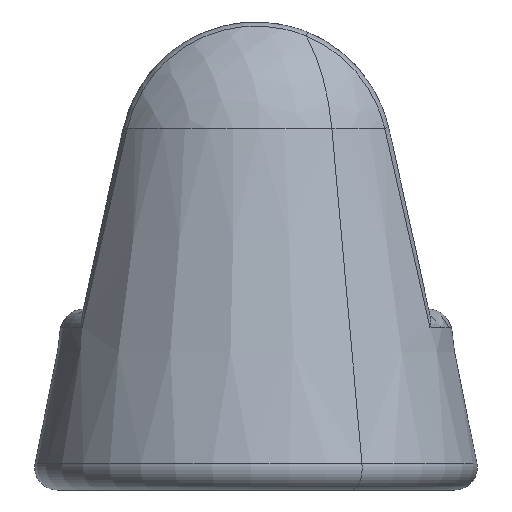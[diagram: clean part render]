
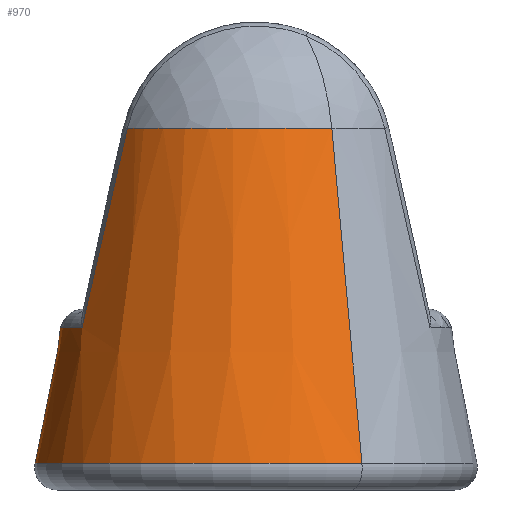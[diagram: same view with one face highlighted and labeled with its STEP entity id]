
A CAD part, left-side view. The second image highlights one B-rep face of the part: STEP entity #970.
In plain terms, the highlighted conical face has half-angle 10.62 degrees and reference radius 35 mm.
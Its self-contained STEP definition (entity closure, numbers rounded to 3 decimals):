
#12 = CARTESIAN_POINT ( 'NONE',  ( 20.012, 33.658, 57.828 ) ) ;
#90 = CONICAL_SURFACE ( 'NONE', #316, 35., 0.185 ) ;
#117 = CARTESIAN_POINT ( 'NONE',  ( -20.253, 29.915, 74.059 ) ) ;
#118 = DIRECTION ( 'NONE',  ( 1., 0., 0. ) ) ;
#131 = CARTESIAN_POINT ( 'NONE',  ( 19.921, 35.19, 51.003 ) ) ;
#139 = CARTESIAN_POINT ( 'NONE',  ( -19.806, 37.259, 41.629 ) ) ;
#149 = CARTESIAN_POINT ( 'NONE',  ( -19.84, 36.634, 44.483 ) ) ;
#153 = CARTESIAN_POINT ( 'NONE',  ( 20.004, 33.785, 57.264 ) ) ;
#169 = DIRECTION ( 'NONE',  ( 1., 0., 0. ) ) ;
#171 = CARTESIAN_POINT ( 'NONE',  ( 19.786, 37.646, 39.86 ) ) ;
#204 = B_SPLINE_CURVE_WITH_KNOTS ( 'NONE', 5,
 ( #524, #1275, #139, #149, #1243, #713, #1141, #117, #1129 ),
 .UNSPECIFIED., .F., .F.,
 ( 6, 3, 6 ),
 ( 0., 0.323, 1. ),
 .UNSPECIFIED. ) ;
#216 = CARTESIAN_POINT ( 'NONE',  ( -19.743, 38.498, 35.921 ) ) ;
#218 = EDGE_CURVE ( 'NONE', #1671, #1692, #1096, .T. ) ;
#236 = VECTOR ( 'NONE', #1085, 1000. ) ;
#295 = DIRECTION ( 'NONE',  ( 0., 0., -1. ) ) ;
#313 = ORIENTED_EDGE ( 'NONE', *, *, #1707, .F. ) ;
#316 = AXIS2_PLACEMENT_3D ( 'NONE', #638, #1453, #1323 ) ;
#342 = CARTESIAN_POINT ( 'NONE',  ( 20.359, 28.47, 80. ) ) ;
#353 = EDGE_CURVE ( 'NONE', #1758, #1317, #1374, .T. ) ;
#373 = CARTESIAN_POINT ( 'NONE',  ( 20.014, 33.619, 58. ) ) ;
#414 = CARTESIAN_POINT ( 'NONE',  ( 0., 0., 35.921 ) ) ;
#431 = CARTESIAN_POINT ( 'NONE',  ( 19.956, 34.594, 53.668 ) ) ;
#432 = VERTEX_POINT ( 'NONE', #216 ) ;
#450 = CARTESIAN_POINT ( 'NONE',  ( 19.743, 38.498, 35.921 ) ) ;
#468 = FACE_OUTER_BOUND ( 'NONE', #1087, .T. ) ;
#488 = CARTESIAN_POINT ( 'NONE',  ( 20.239, 30.103, 73.286 ) ) ;
#489 = DIRECTION ( 'NONE',  ( 0., 0., 1. ) ) ;
#503 = LINE ( 'NONE', #1076, #1806 ) ;
#524 = CARTESIAN_POINT ( 'NONE',  ( -19.743, 38.498, 35.921 ) ) ;
#526 = VERTEX_POINT ( 'NONE', #814 ) ;
#545 = CARTESIAN_POINT ( 'NONE',  ( 30.715, 16.78, 80. ) ) ;
#576 = CARTESIAN_POINT ( 'NONE',  ( 20.013, 33.636, 57.922 ) ) ;
#596 = CARTESIAN_POINT ( 'NONE',  ( 20.009, 33.7, 57.64 ) ) ;
#625 = DIRECTION ( 'NONE',  ( 1., 0., 0. ) ) ;
#630 = VERTEX_POINT ( 'NONE', #1021 ) ;
#632 = CARTESIAN_POINT ( 'NONE',  ( 20.014, 33.621, 57.989 ) ) ;
#638 = CARTESIAN_POINT ( 'NONE',  ( 0., 0., 80. ) ) ;
#660 = LINE ( 'NONE', #1221, #236 ) ;
#679 = DIRECTION ( 'NONE',  ( 0., 0., 1. ) ) ;
#713 = CARTESIAN_POINT ( 'NONE',  ( -20.068, 32.689, 62.154 ) ) ;
#741 = DIRECTION ( 'NONE',  ( 1., 0., 0. ) ) ;
#754 = EDGE_CURVE ( 'NONE', #630, #1692, #503, .T. ) ;
#771 = CARTESIAN_POINT ( 'NONE',  ( 0., 0., 80. ) ) ;
#796 = AXIS2_PLACEMENT_3D ( 'NONE', #971, #679, #118 ) ;
#797 = ORIENTED_EDGE ( 'NONE', *, *, #1078, .T. ) ;
#814 = CARTESIAN_POINT ( 'NONE',  ( 42.905, 23.439, 5.921 ) ) ;
#824 = EDGE_CURVE ( 'NONE', #526, #1758, #660, .T. ) ;
#833 = CIRCLE ( 'NONE', #1680, 43.265 ) ;
#883 = CARTESIAN_POINT ( 'NONE',  ( -30.715, -16.78, 80. ) ) ;
#908 = ORIENTED_EDGE ( 'NONE', *, *, #1211, .T. ) ;
#929 = ORIENTED_EDGE ( 'NONE', *, *, #824, .F. ) ;
#936 = ORIENTED_EDGE ( 'NONE', *, *, #218, .F. ) ;
#970 = ADVANCED_FACE ( 'NONE', ( #468 ), #90, .T. ) ;
#971 = CARTESIAN_POINT ( 'NONE',  ( 0., 0., 80. ) ) ;
#996 = CARTESIAN_POINT ( 'NONE',  ( 19.993, 33.956, 56.509 ) ) ;
#1017 = CARTESIAN_POINT ( 'NONE',  ( 19.973, 34.298, 54.989 ) ) ;
#1021 = CARTESIAN_POINT ( 'NONE',  ( -42.905, -23.439, 5.921 ) ) ;
#1058 = ORIENTED_EDGE ( 'NONE', *, *, #754, .T. ) ;
#1076 = CARTESIAN_POINT ( 'NONE',  ( -37.297, -20.376, 40. ) ) ;
#1078 = EDGE_CURVE ( 'NONE', #526, #630, #1363, .T. ) ;
#1085 = DIRECTION ( 'NONE',  ( -0.162, -0.088, 0.983 ) ) ;
#1087 = EDGE_LOOP ( 'NONE', ( #908, #1372, #929, #797, #1058, #936, #313, #1361 ) ) ;
#1096 = CIRCLE ( 'NONE', #796, 35. ) ;
#1129 = CARTESIAN_POINT ( 'NONE',  ( -20.359, 28.47, 80. ) ) ;
#1141 = CARTESIAN_POINT ( 'NONE',  ( -20.156, 31.317, 68.109 ) ) ;
#1155 = CARTESIAN_POINT ( 'NONE',  ( 19.83, 36.813, 43.67 ) ) ;
#1198 = DIRECTION ( 'NONE',  ( 0.162, 0.088, 0.983 ) ) ;
#1211 = EDGE_CURVE ( 'NONE', #1803, #1317, #1633, .T. ) ;
#1221 = CARTESIAN_POINT ( 'NONE',  ( 37.297, 20.376, 40. ) ) ;
#1243 = CARTESIAN_POINT ( 'NONE',  ( -19.948, 34.684, 53.325 ) ) ;
#1263 = AXIS2_PLACEMENT_3D ( 'NONE', #1433, #1558, #169 ) ;
#1275 = CARTESIAN_POINT ( 'NONE',  ( -19.774, 37.88, 38.775 ) ) ;
#1317 = VERTEX_POINT ( 'NONE', #1510 ) ;
#1321 = AXIS2_PLACEMENT_3D ( 'NONE', #771, #489, #625 ) ;
#1323 = DIRECTION ( 'NONE',  ( -0.878, -0.479, 0. ) ) ;
#1335 = EDGE_CURVE ( 'NONE', #432, #1803, #833, .T. ) ;
#1361 = ORIENTED_EDGE ( 'NONE', *, *, #1335, .T. ) ;
#1363 = CIRCLE ( 'NONE', #1263, 48.89 ) ;
#1372 = ORIENTED_EDGE ( 'NONE', *, *, #353, .F. ) ;
#1374 = CIRCLE ( 'NONE', #1321, 35. ) ;
#1433 = CARTESIAN_POINT ( 'NONE',  ( 0., 0., 5.921 ) ) ;
#1453 = DIRECTION ( 'NONE',  ( 0., 0., -1. ) ) ;
#1510 = CARTESIAN_POINT ( 'NONE',  ( 20.359, 28.47, 80. ) ) ;
#1558 = DIRECTION ( 'NONE',  ( 0., 0., 1. ) ) ;
#1633 = B_SPLINE_CURVE_WITH_KNOTS ( 'NONE', 3,
 ( #1679, #171, #1155, #1701, #131, #431, #1017, #996, #153, #596, #12, #576, #1690, #632, #373, #1748, #488, #342 ),
 .UNSPECIFIED., .F., .F.,
 ( 4, 2, 2, 1, 1, 1, 1, 1, 1, 2, 2, 4 ),
 ( 0., 0.25, 0.375, 0.437, 0.469, 0.484, 0.492, 0.496, 0.498, 0.499, 0.5, 1. ),
 .UNSPECIFIED. ) ;
#1671 = VERTEX_POINT ( 'NONE', #1703 ) ;
#1679 = CARTESIAN_POINT ( 'NONE',  ( 19.743, 38.498, 35.921 ) ) ;
#1680 = AXIS2_PLACEMENT_3D ( 'NONE', #414, #295, #741 ) ;
#1690 = CARTESIAN_POINT ( 'NONE',  ( 20.013, 33.627, 57.962 ) ) ;
#1692 = VERTEX_POINT ( 'NONE', #883 ) ;
#1701 = CARTESIAN_POINT ( 'NONE',  ( 19.898, 35.592, 49.193 ) ) ;
#1703 = CARTESIAN_POINT ( 'NONE',  ( -20.359, 28.47, 80. ) ) ;
#1707 = EDGE_CURVE ( 'NONE', #432, #1671, #204, .T. ) ;
#1748 = CARTESIAN_POINT ( 'NONE',  ( 20.124, 31.817, 65.958 ) ) ;
#1758 = VERTEX_POINT ( 'NONE', #545 ) ;
#1803 = VERTEX_POINT ( 'NONE', #450 ) ;
#1806 = VECTOR ( 'NONE', #1198, 1000. ) ;
